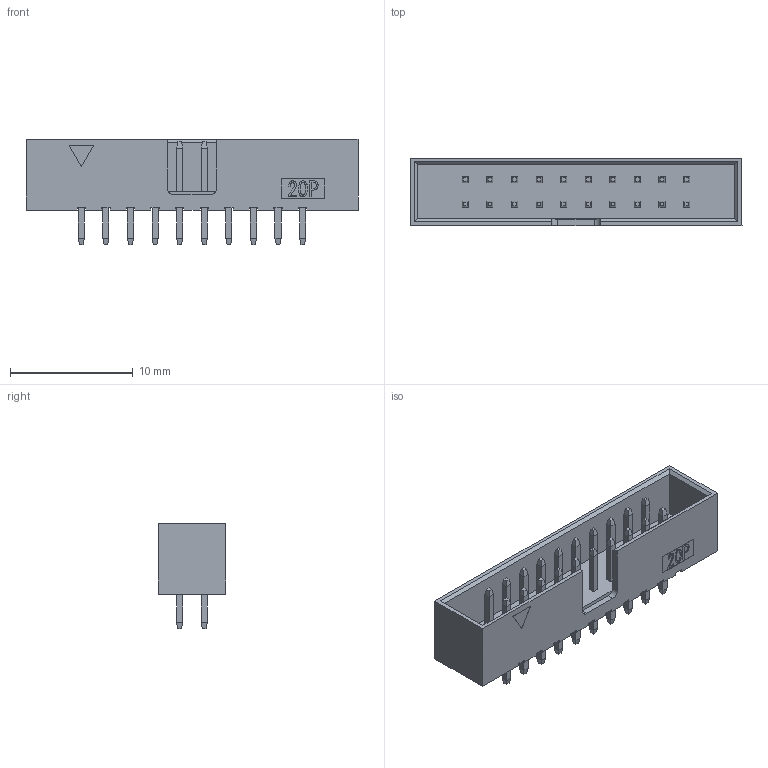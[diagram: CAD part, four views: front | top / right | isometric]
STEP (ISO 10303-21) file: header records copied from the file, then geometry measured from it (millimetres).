
FILE_DESCRIPTION( ('This file contains a STEP AP42 implementation' ,'as created by ZW3D STEP Interface translator.') ,'2;1' );
FILE_NAME( '3111-XXSXXBK00X1.stp' ,'2312 5.1048 5', (''), ('ZWCAD Software Co.'), 'Version 1.0', 'ZW3D to STEP translator', '' );
FILE_SCHEMA(('AUTOMOTIVE_DESIGN { 1 0 10303 214 1 1 1 1 }'));
Length unit declared in the file: millimetre
Products named in the file (2): 0; 3111-20SG0BK00T1
Bounding box: 27 x 5.52 x 8.55 mm (x, y, z)
Volume: 391.1 mm3; surface area: 1178.8 mm2
Topology: 1 solids, 1 shells, 586 faces, 1345 edges, 788 vertices
Faces by surface type: plane 548, bspline 36, cylinder 2
Entity records: 16519 total; most frequent: CARTESIAN_POINT 3296, ORIENTED_EDGE 2690, DIRECTION 2297, EDGE_CURVE 1345, VECTOR 1183, LINE 1183, VERTEX_POINT 788, EDGE_LOOP 613
